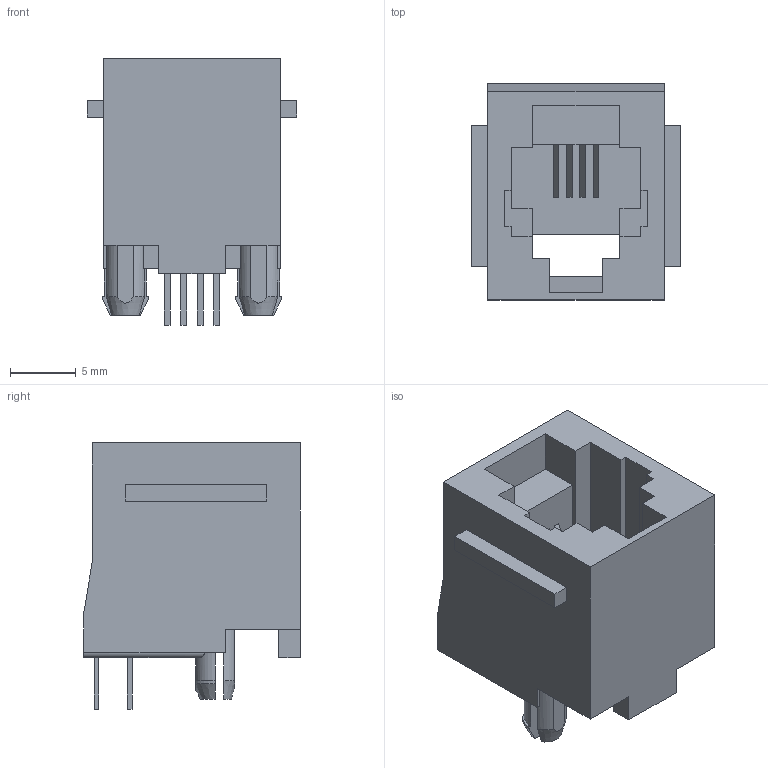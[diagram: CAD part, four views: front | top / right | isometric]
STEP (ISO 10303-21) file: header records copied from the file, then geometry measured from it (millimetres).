
FILE_DESCRIPTION(('STEP AP214'),'1');
FILE_NAME('40727.stp','2014-09-05T19:23:48',('TraceParts'),('TraceParts S.A.'),'XStep 1.0',' ',' ');
FILE_SCHEMA(('automotive_design'));
Length unit declared in the file: millimetre
Products named in the file (1): C-5520258-02-3
Bounding box: 16 x 16.51 x 20.32 mm (x, y, z)
Volume: 2106.7 mm3; surface area: 2209.5 mm2
Topology: 1 solids, 1 shells, 135 faces, 380 edges, 252 vertices
Faces by surface type: plane 117, cylinder 14, cone 4
Entity records: 4411 total; most frequent: CARTESIAN_POINT 868, ORIENTED_EDGE 760, DIRECTION 676, EDGE_CURVE 380, LINE 336, VECTOR 336, VERTEX_POINT 252, AXIS2_PLACEMENT_3D 170
